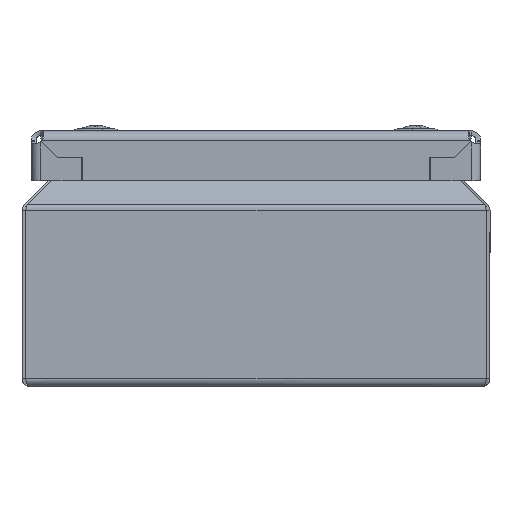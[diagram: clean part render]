
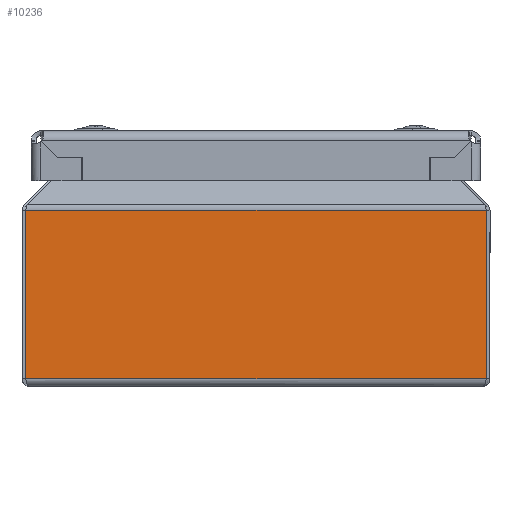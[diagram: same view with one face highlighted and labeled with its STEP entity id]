
A CAD part, left-side view. The second image highlights one B-rep face of the part: STEP entity #10236.
In plain terms, the highlighted planar face has unit normal (-1, 0, 0).
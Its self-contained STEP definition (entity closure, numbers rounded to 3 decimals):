
#8829 = CARTESIAN_POINT ( 'NONE',  ( -75., 73.75, 56.482 ) ) ;
#10125 = VERTEX_POINT ( 'NONE', #22668 ) ;
#10127 = EDGE_CURVE ( 'NONE', #10128, #10125, #22667, .T. ) ;
#10128 = VERTEX_POINT ( 'NONE', #22714 ) ;
#10236 = ADVANCED_FACE ( 'NONE', ( #23045 ), #23044, .T. ) ;
#10237 = EDGE_LOOP ( 'NONE', ( #10238, #10239, #10241, #10242 ) ) ;
#10238 = ORIENTED_EDGE ( 'NONE', *, *, #10256, .T. ) ;
#10239 = ORIENTED_EDGE ( 'NONE', *, *, #10240, .F. ) ;
#10240 = EDGE_CURVE ( 'NONE', #10128, #10273, #23039, .T. ) ;
#10241 = ORIENTED_EDGE ( 'NONE', *, *, #10127, .T. ) ;
#10242 = ORIENTED_EDGE ( 'NONE', *, *, #10243, .T. ) ;
#10243 = EDGE_CURVE ( 'NONE', #10125, #10257, #23035, .T. ) ;
#10256 = EDGE_CURVE ( 'NONE', #10257, #10273, #23075, .T. ) ;
#10257 = VERTEX_POINT ( 'NONE', #23071 ) ;
#10273 = VERTEX_POINT ( 'NONE', #23093 ) ;
#22667 = LINE ( 'NONE', #8829, #22716 ) ;
#22668 = CARTESIAN_POINT ( 'NONE',  ( -75., 73.75, 2.5 ) ) ;
#22714 = CARTESIAN_POINT ( 'NONE',  ( -75., 73.75, 56.482 ) ) ;
#22715 = DIRECTION ( 'NONE',  ( 0., 0., -1. ) ) ;
#22716 = VECTOR ( 'NONE', #22715, 1000. ) ;
#23032 = DIRECTION ( 'NONE',  ( 0., -1., 0. ) ) ;
#23033 = VECTOR ( 'NONE', #23032, 1000. ) ;
#23034 = CARTESIAN_POINT ( 'NONE',  ( -75., 811.25, 2.5 ) ) ;
#23035 = LINE ( 'NONE', #23034, #23033 ) ;
#23036 = DIRECTION ( 'NONE',  ( 0., -1., 0. ) ) ;
#23037 = VECTOR ( 'NONE', #23036, 1000. ) ;
#23038 = CARTESIAN_POINT ( 'NONE',  ( -75., 811.25, 56.482 ) ) ;
#23039 = LINE ( 'NONE', #23038, #23037 ) ;
#23040 = DIRECTION ( 'NONE',  ( 0., 0., -1. ) ) ;
#23041 = DIRECTION ( 'NONE',  ( -1., 0., 0. ) ) ;
#23042 = CARTESIAN_POINT ( 'NONE',  ( -75., 811.25, 56.482 ) ) ;
#23043 = AXIS2_PLACEMENT_3D ( 'NONE', #23042, #23041, #23040 ) ;
#23044 = PLANE ( 'NONE',  #23043 ) ;
#23045 = FACE_OUTER_BOUND ( 'NONE', #10237, .T. ) ;
#23071 = CARTESIAN_POINT ( 'NONE',  ( -75., -73.75, 2.5 ) ) ;
#23072 = DIRECTION ( 'NONE',  ( 0., 0., 1. ) ) ;
#23073 = VECTOR ( 'NONE', #23072, 1000. ) ;
#23074 = CARTESIAN_POINT ( 'NONE',  ( -75., -73.75, 56.482 ) ) ;
#23075 = LINE ( 'NONE', #23074, #23073 ) ;
#23093 = CARTESIAN_POINT ( 'NONE',  ( -75., -73.75, 56.482 ) ) ;
